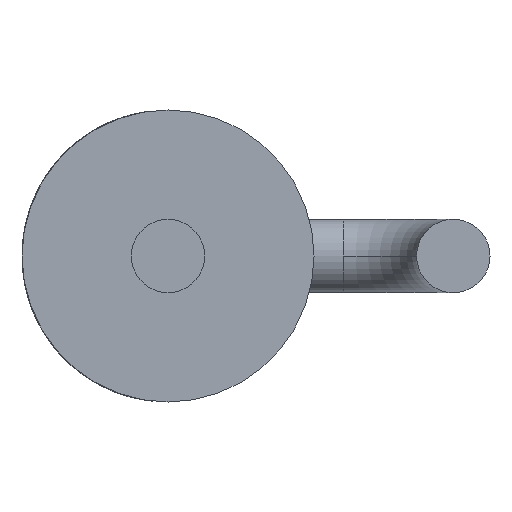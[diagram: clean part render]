
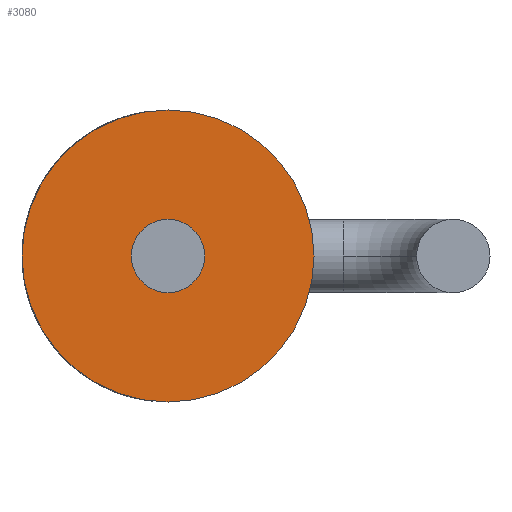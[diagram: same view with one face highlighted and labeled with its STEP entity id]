
A CAD part, front view. The second image highlights one B-rep face of the part: STEP entity #3080.
In plain terms, the highlighted planar face has unit normal (0, -1, 0).
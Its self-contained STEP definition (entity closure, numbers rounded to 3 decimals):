
#178 = CARTESIAN_POINT ( 'NONE',  ( 0., 1., 0. ) ) ;
#212 = DIRECTION ( 'NONE',  ( 0., 0., 1. ) ) ;
#248 = PLANE ( 'NONE',  #2394 ) ;
#396 = AXIS2_PLACEMENT_3D ( 'NONE', #4142, #1204, #2504 ) ;
#461 = EDGE_CURVE ( 'NONE', #2177, #1081, #1073, .T. ) ;
#632 = CARTESIAN_POINT ( 'NONE',  ( 0., 1., 0. ) ) ;
#659 = CIRCLE ( 'NONE', #396, 0.49 ) ;
#757 = CARTESIAN_POINT ( 'NONE',  ( -0.49, 1., 0. ) ) ;
#1073 = CIRCLE ( 'NONE', #2988, 1.95 ) ;
#1081 = VERTEX_POINT ( 'NONE', #1493 ) ;
#1204 = DIRECTION ( 'NONE',  ( 0., -1., 0. ) ) ;
#1328 = ORIENTED_EDGE ( 'NONE', *, *, #2036, .F. ) ;
#1398 = ORIENTED_EDGE ( 'NONE', *, *, #461, .F. ) ;
#1493 = CARTESIAN_POINT ( 'NONE',  ( 0., 1., 1.95 ) ) ;
#1927 = DIRECTION ( 'NONE',  ( 0., 0., 1. ) ) ;
#2006 = EDGE_CURVE ( 'NONE', #1081, #2177, #4237, .T. ) ;
#2036 = EDGE_CURVE ( 'NONE', #4027, #3692, #659, .T. ) ;
#2056 = DIRECTION ( 'NONE',  ( 0., 1., 0. ) ) ;
#2080 = DIRECTION ( 'NONE',  ( 0., 0., 1. ) ) ;
#2110 = DIRECTION ( 'NONE',  ( 0., -1., 0. ) ) ;
#2177 = VERTEX_POINT ( 'NONE', #3123 ) ;
#2326 = AXIS2_PLACEMENT_3D ( 'NONE', #3395, #2110, #212 ) ;
#2394 = AXIS2_PLACEMENT_3D ( 'NONE', #632, #3883, #1927 ) ;
#2412 = EDGE_LOOP ( 'NONE', ( #1328, #2945 ) ) ;
#2504 = DIRECTION ( 'NONE',  ( 0., 0., 1. ) ) ;
#2559 = FACE_BOUND ( 'NONE', #2412, .T. ) ;
#2785 = CARTESIAN_POINT ( 'NONE',  ( 0., 1., 0. ) ) ;
#2945 = ORIENTED_EDGE ( 'NONE', *, *, #3186, .F. ) ;
#2988 = AXIS2_PLACEMENT_3D ( 'NONE', #178, #2056, #3997 ) ;
#3080 = ADVANCED_FACE ( 'NONE', ( #2559, #3493 ), #248, .F. ) ;
#3084 = DIRECTION ( 'NONE',  ( 0., 1., 0. ) ) ;
#3123 = CARTESIAN_POINT ( 'NONE',  ( 0., 1., -1.95 ) ) ;
#3186 = EDGE_CURVE ( 'NONE', #3692, #4027, #3350, .T. ) ;
#3350 = CIRCLE ( 'NONE', #2326, 0.49 ) ;
#3395 = CARTESIAN_POINT ( 'NONE',  ( 0., 1., 0. ) ) ;
#3457 = ORIENTED_EDGE ( 'NONE', *, *, #2006, .F. ) ;
#3493 = FACE_OUTER_BOUND ( 'NONE', #3494, .T. ) ;
#3494 = EDGE_LOOP ( 'NONE', ( #1398, #3457 ) ) ;
#3692 = VERTEX_POINT ( 'NONE', #757 ) ;
#3809 = CARTESIAN_POINT ( 'NONE',  ( 0.49, 1., 0. ) ) ;
#3883 = DIRECTION ( 'NONE',  ( 0., 1., 0. ) ) ;
#3966 = AXIS2_PLACEMENT_3D ( 'NONE', #2785, #3084, #2080 ) ;
#3997 = DIRECTION ( 'NONE',  ( 0., 0., 1. ) ) ;
#4027 = VERTEX_POINT ( 'NONE', #3809 ) ;
#4142 = CARTESIAN_POINT ( 'NONE',  ( 0., 1., 0. ) ) ;
#4237 = CIRCLE ( 'NONE', #3966, 1.95 ) ;
